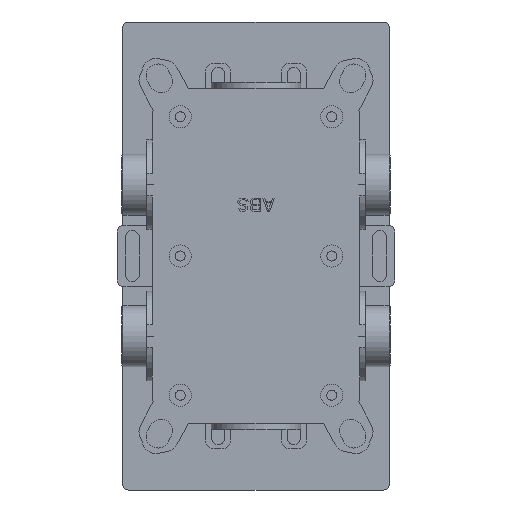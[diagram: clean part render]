
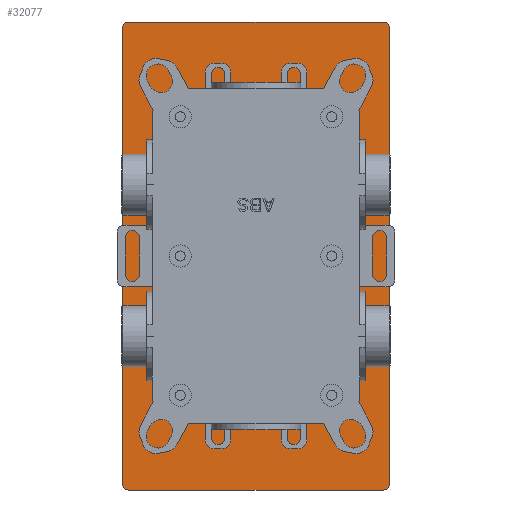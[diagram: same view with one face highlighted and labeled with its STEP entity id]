
A CAD part, front view. The second image highlights one B-rep face of the part: STEP entity #32077.
In plain terms, the highlighted planar face has unit normal (0, -1, 0).
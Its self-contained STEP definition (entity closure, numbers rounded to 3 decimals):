
#323=CARTESIAN_POINT('',(57.,90.,-102.));
#324=DIRECTION('',(0.,-1.,0.));
#325=DIRECTION('',(0.,0.,-1.));
#326=AXIS2_PLACEMENT_3D('',#323,#324,#325);
#328=DIRECTION('',(-1.,0.,0.));
#329=VECTOR('',#328,114.);
#330=CARTESIAN_POINT('',(57.,90.,-105.));
#331=LINE('',#330,#329);
#332=CARTESIAN_POINT('',(-57.,90.,-102.));
#333=DIRECTION('',(0.,-1.,0.));
#334=DIRECTION('',(-1.,0.,0.));
#335=AXIS2_PLACEMENT_3D('',#332,#333,#334);
#337=DIRECTION('',(0.,0.,1.));
#338=VECTOR('',#337,204.);
#339=CARTESIAN_POINT('',(-60.,90.,-102.));
#340=LINE('',#339,#338);
#341=CARTESIAN_POINT('',(-57.,90.,102.));
#342=DIRECTION('',(0.,-1.,0.));
#343=DIRECTION('',(0.,0.,1.));
#344=AXIS2_PLACEMENT_3D('',#341,#342,#343);
#346=DIRECTION('',(1.,0.,0.));
#347=VECTOR('',#346,114.);
#348=CARTESIAN_POINT('',(-57.,90.,105.));
#349=LINE('',#348,#347);
#350=CARTESIAN_POINT('',(57.,90.,102.));
#351=DIRECTION('',(0.,-1.,0.));
#352=DIRECTION('',(1.,0.,0.));
#353=AXIS2_PLACEMENT_3D('',#350,#351,#352);
#355=DIRECTION('',(0.,0.,-1.));
#356=VECTOR('',#355,204.);
#357=CARTESIAN_POINT('',(60.,90.,102.));
#358=LINE('',#357,#356);
#435=DIRECTION('',(1.,0.,0.));
#436=VECTOR('',#435,11.25);
#437=CARTESIAN_POINT('',(22.75,90.,-73.5));
#438=LINE('',#437,#436);
#447=DIRECTION('',(1.,0.,0.));
#448=VECTOR('',#447,11.25);
#449=CARTESIAN_POINT('',(-34.,90.,-73.5));
#450=LINE('',#449,#448);
#516=CARTESIAN_POINT('',(-34.,90.,-62.5));
#517=DIRECTION('',(0.,1.,0.));
#518=DIRECTION('',(0.,0.,-1.));
#519=AXIS2_PLACEMENT_3D('',#516,#517,#518);
#628=DIRECTION('',(0.,0.,-1.));
#629=VECTOR('',#628,48.75);
#630=CARTESIAN_POINT('',(-45.,90.,62.5));
#631=LINE('',#630,#629);
#640=DIRECTION('',(0.,0.,-1.));
#641=VECTOR('',#640,48.75);
#642=CARTESIAN_POINT('',(-45.,90.,-13.75));
#643=LINE('',#642,#641);
#705=CARTESIAN_POINT('',(34.,90.,-62.5));
#706=DIRECTION('',(0.,1.,0.));
#707=DIRECTION('',(1.,0.,0.));
#708=AXIS2_PLACEMENT_3D('',#705,#706,#707);
#768=DIRECTION('',(1.,0.,0.));
#769=VECTOR('',#768,0.5);
#770=CARTESIAN_POINT('',(44.5,90.,-13.75));
#771=LINE('',#770,#769);
#933=DIRECTION('',(0.,0.,1.));
#934=VECTOR('',#933,48.75);
#935=CARTESIAN_POINT('',(45.,90.,-62.5));
#936=LINE('',#935,#934);
#945=DIRECTION('',(0.,0.,1.));
#946=VECTOR('',#945,48.75);
#947=CARTESIAN_POINT('',(45.,90.,13.75));
#948=LINE('',#947,#946);
#958=DIRECTION('',(1.,0.,0.));
#959=VECTOR('',#958,0.5);
#960=CARTESIAN_POINT('',(44.5,90.,13.75));
#961=LINE('',#960,#959);
#1031=DIRECTION('',(0.,0.,1.));
#1032=VECTOR('',#1031,27.5);
#1033=CARTESIAN_POINT('',(44.5,90.,-13.75));
#1034=LINE('',#1033,#1032);
#2612=DIRECTION('',(-1.,0.,0.));
#2613=VECTOR('',#2612,45.5);
#2614=CARTESIAN_POINT('',(22.75,90.,74.));
#2615=LINE('',#2614,#2613);
#2778=DIRECTION('',(0.,0.,-1.));
#2779=VECTOR('',#2778,0.5);
#2780=CARTESIAN_POINT('',(-22.75,90.,74.));
#2781=LINE('',#2780,#2779);
#2894=DIRECTION('',(-1.,0.,0.));
#2895=VECTOR('',#2894,11.25);
#2896=CARTESIAN_POINT('',(-22.75,90.,73.5));
#2897=LINE('',#2896,#2895);
#2906=DIRECTION('',(-1.,0.,0.));
#2907=VECTOR('',#2906,11.25);
#2908=CARTESIAN_POINT('',(34.,90.,73.5));
#2909=LINE('',#2908,#2907);
#2975=CARTESIAN_POINT('',(34.,90.,62.5));
#2976=DIRECTION('',(0.,1.,0.));
#2977=DIRECTION('',(0.,0.,1.));
#2978=AXIS2_PLACEMENT_3D('',#2975,#2976,#2977);
#3055=CARTESIAN_POINT('',(-34.,90.,62.5));
#3056=DIRECTION('',(0.,1.,0.));
#3057=DIRECTION('',(-1.,0.,0.));
#3058=AXIS2_PLACEMENT_3D('',#3055,#3056,#3057);
#3065=DIRECTION('',(-1.,0.,0.));
#3066=VECTOR('',#3065,0.5);
#3067=CARTESIAN_POINT('',(-44.5,90.,13.75));
#3068=LINE('',#3067,#3066);
#3270=DIRECTION('',(-1.,0.,0.));
#3271=VECTOR('',#3270,0.5);
#3272=CARTESIAN_POINT('',(-44.5,90.,-13.75));
#3273=LINE('',#3272,#3271);
#3343=DIRECTION('',(0.,0.,-1.));
#3344=VECTOR('',#3343,27.5);
#3345=CARTESIAN_POINT('',(-44.5,90.,13.75));
#3346=LINE('',#3345,#3344);
#3957=DIRECTION('',(0.,0.,-1.));
#3958=VECTOR('',#3957,0.5);
#3959=CARTESIAN_POINT('',(22.75,90.,74.));
#3960=LINE('',#3959,#3958);
#4021=DIRECTION('',(0.,0.,1.));
#4022=VECTOR('',#4021,0.5);
#4023=CARTESIAN_POINT('',(22.75,90.,-74.));
#4024=LINE('',#4023,#4022);
#4085=DIRECTION('',(1.,0.,0.));
#4086=VECTOR('',#4085,45.5);
#4087=CARTESIAN_POINT('',(-22.75,90.,-74.));
#4088=LINE('',#4087,#4086);
#15199=DIRECTION('',(0.,0.,1.));
#15200=VECTOR('',#15199,0.5);
#15201=CARTESIAN_POINT('',(-22.75,90.,-74.));
#15202=LINE('',#15201,#15200);
#28469=CARTESIAN_POINT('',(-34.,90.,-73.5));
#28470=CARTESIAN_POINT('',(-22.75,90.,-73.5));
#28471=VERTEX_POINT('',#28469);
#28472=VERTEX_POINT('',#28470);
#28473=CARTESIAN_POINT('',(22.75,90.,-73.5));
#28474=CARTESIAN_POINT('',(34.,90.,-73.5));
#28475=VERTEX_POINT('',#28473);
#28476=VERTEX_POINT('',#28474);
#28477=CARTESIAN_POINT('',(45.,90.,-62.5));
#28478=VERTEX_POINT('',#28477);
#28479=CARTESIAN_POINT('',(45.,90.,-13.75));
#28480=VERTEX_POINT('',#28479);
#28481=CARTESIAN_POINT('',(45.,90.,13.75));
#28482=CARTESIAN_POINT('',(45.,90.,62.5));
#28483=VERTEX_POINT('',#28481);
#28484=VERTEX_POINT('',#28482);
#28485=CARTESIAN_POINT('',(34.,90.,73.5));
#28486=VERTEX_POINT('',#28485);
#28487=CARTESIAN_POINT('',(22.75,90.,73.5));
#28488=VERTEX_POINT('',#28487);
#28489=CARTESIAN_POINT('',(-22.75,90.,73.5));
#28490=CARTESIAN_POINT('',(-34.,90.,73.5));
#28491=VERTEX_POINT('',#28489);
#28492=VERTEX_POINT('',#28490);
#28493=CARTESIAN_POINT('',(-45.,90.,62.5));
#28494=VERTEX_POINT('',#28493);
#28495=CARTESIAN_POINT('',(-45.,90.,13.75));
#28496=VERTEX_POINT('',#28495);
#28497=CARTESIAN_POINT('',(-45.,90.,-13.75));
#28498=CARTESIAN_POINT('',(-45.,90.,-62.5));
#28499=VERTEX_POINT('',#28497);
#28500=VERTEX_POINT('',#28498);
#28501=CARTESIAN_POINT('',(44.5,90.,-13.75));
#28502=VERTEX_POINT('',#28501);
#28503=CARTESIAN_POINT('',(44.5,90.,13.75));
#28504=VERTEX_POINT('',#28503);
#28505=CARTESIAN_POINT('',(-44.5,90.,-13.75));
#28506=VERTEX_POINT('',#28505);
#28507=CARTESIAN_POINT('',(-44.5,90.,13.75));
#28508=VERTEX_POINT('',#28507);
#28509=CARTESIAN_POINT('',(-22.75,90.,74.));
#28510=VERTEX_POINT('',#28509);
#28511=CARTESIAN_POINT('',(22.75,90.,74.));
#28512=VERTEX_POINT('',#28511);
#28513=CARTESIAN_POINT('',(22.75,90.,-74.));
#28514=VERTEX_POINT('',#28513);
#28515=CARTESIAN_POINT('',(-22.75,90.,-74.));
#28516=VERTEX_POINT('',#28515);
#31614=CARTESIAN_POINT('',(57.,90.,-105.));
#31615=CARTESIAN_POINT('',(60.,90.,-102.));
#31616=VERTEX_POINT('',#31614);
#31617=VERTEX_POINT('',#31615);
#31622=CARTESIAN_POINT('',(60.,90.,102.));
#31623=CARTESIAN_POINT('',(57.,90.,105.));
#31624=VERTEX_POINT('',#31622);
#31625=VERTEX_POINT('',#31623);
#31630=CARTESIAN_POINT('',(-57.,90.,105.));
#31631=CARTESIAN_POINT('',(-60.,90.,102.));
#31632=VERTEX_POINT('',#31630);
#31633=VERTEX_POINT('',#31631);
#31638=CARTESIAN_POINT('',(-60.,90.,-102.));
#31639=CARTESIAN_POINT('',(-57.,90.,-105.));
#31640=VERTEX_POINT('',#31638);
#31641=VERTEX_POINT('',#31639);
#32004=CARTESIAN_POINT('',(0.,90.,0.));
#32005=DIRECTION('',(0.,1.,0.));
#32006=DIRECTION('',(1.,0.,0.));
#32007=AXIS2_PLACEMENT_3D('',#32004,#32005,#32006);
#32008=PLANE('',#32007);
#32010=ORIENTED_EDGE('',*,*,#32009,.F.);
#32012=ORIENTED_EDGE('',*,*,#32011,.T.);
#32014=ORIENTED_EDGE('',*,*,#32013,.F.);
#32016=ORIENTED_EDGE('',*,*,#32015,.T.);
#32018=ORIENTED_EDGE('',*,*,#32017,.F.);
#32020=ORIENTED_EDGE('',*,*,#32019,.T.);
#32022=ORIENTED_EDGE('',*,*,#32021,.F.);
#32024=ORIENTED_EDGE('',*,*,#32023,.T.);
#32025=EDGE_LOOP('',(#32010,#32012,#32014,#32016,#32018,#32020,#32022,#32024));
#32026=FACE_OUTER_BOUND('',#32025,.F.);
#32028=ORIENTED_EDGE('',*,*,#32027,.T.);
#32030=ORIENTED_EDGE('',*,*,#32029,.F.);
#32032=ORIENTED_EDGE('',*,*,#32031,.T.);
#32034=ORIENTED_EDGE('',*,*,#32033,.T.);
#32036=ORIENTED_EDGE('',*,*,#32035,.T.);
#32038=ORIENTED_EDGE('',*,*,#32037,.F.);
#32040=ORIENTED_EDGE('',*,*,#32039,.T.);
#32042=ORIENTED_EDGE('',*,*,#32041,.F.);
#32044=ORIENTED_EDGE('',*,*,#32043,.T.);
#32046=ORIENTED_EDGE('',*,*,#32045,.T.);
#32048=ORIENTED_EDGE('',*,*,#32047,.T.);
#32050=ORIENTED_EDGE('',*,*,#32049,.F.);
#32052=ORIENTED_EDGE('',*,*,#32051,.T.);
#32054=ORIENTED_EDGE('',*,*,#32053,.F.);
#32056=ORIENTED_EDGE('',*,*,#32055,.T.);
#32058=ORIENTED_EDGE('',*,*,#32057,.T.);
#32060=ORIENTED_EDGE('',*,*,#32059,.T.);
#32062=ORIENTED_EDGE('',*,*,#32061,.F.);
#32064=ORIENTED_EDGE('',*,*,#32063,.T.);
#32066=ORIENTED_EDGE('',*,*,#32065,.F.);
#32068=ORIENTED_EDGE('',*,*,#32067,.T.);
#32070=ORIENTED_EDGE('',*,*,#32069,.T.);
#32072=ORIENTED_EDGE('',*,*,#32071,.T.);
#32074=ORIENTED_EDGE('',*,*,#32073,.F.);
#32075=EDGE_LOOP('',(#32028,#32030,#32032,#32034,#32036,#32038,#32040,#32042,
#32044,#32046,#32048,#32050,#32052,#32054,#32056,#32058,#32060,#32062,#32064,
#32066,#32068,#32070,#32072,#32074));
#32076=FACE_BOUND('',#32075,.F.);
#32077=ADVANCED_FACE('',(#32026,#32076),#32008,.F.);
#327=CIRCLE('',#326,3.);
#336=CIRCLE('',#335,3.);
#345=CIRCLE('',#344,3.);
#354=CIRCLE('',#353,3.);
#520=CIRCLE('',#519,11.);
#709=CIRCLE('',#708,11.);
#2979=CIRCLE('',#2978,11.);
#3059=CIRCLE('',#3058,11.);
#32009=EDGE_CURVE('',#31616,#31617,#327,.T.);
#32011=EDGE_CURVE('',#31616,#31641,#331,.T.);
#32013=EDGE_CURVE('',#31640,#31641,#336,.T.);
#32015=EDGE_CURVE('',#31640,#31633,#340,.T.);
#32017=EDGE_CURVE('',#31632,#31633,#345,.T.);
#32019=EDGE_CURVE('',#31632,#31625,#349,.T.);
#32021=EDGE_CURVE('',#31624,#31625,#354,.T.);
#32023=EDGE_CURVE('',#31624,#31617,#358,.T.);
#32027=EDGE_CURVE('',#28471,#28472,#450,.T.);
#32029=EDGE_CURVE('',#28516,#28472,#15202,.T.);
#32031=EDGE_CURVE('',#28516,#28514,#4088,.T.);
#32033=EDGE_CURVE('',#28514,#28475,#4024,.T.);
#32035=EDGE_CURVE('',#28475,#28476,#438,.T.);
#32037=EDGE_CURVE('',#28478,#28476,#709,.T.);
#32039=EDGE_CURVE('',#28478,#28480,#936,.T.);
#32041=EDGE_CURVE('',#28502,#28480,#771,.T.);
#32043=EDGE_CURVE('',#28502,#28504,#1034,.T.);
#32045=EDGE_CURVE('',#28504,#28483,#961,.T.);
#32047=EDGE_CURVE('',#28483,#28484,#948,.T.);
#32049=EDGE_CURVE('',#28486,#28484,#2979,.T.);
#32051=EDGE_CURVE('',#28486,#28488,#2909,.T.);
#32053=EDGE_CURVE('',#28512,#28488,#3960,.T.);
#32055=EDGE_CURVE('',#28512,#28510,#2615,.T.);
#32057=EDGE_CURVE('',#28510,#28491,#2781,.T.);
#32059=EDGE_CURVE('',#28491,#28492,#2897,.T.);
#32061=EDGE_CURVE('',#28494,#28492,#3059,.T.);
#32063=EDGE_CURVE('',#28494,#28496,#631,.T.);
#32065=EDGE_CURVE('',#28508,#28496,#3068,.T.);
#32067=EDGE_CURVE('',#28508,#28506,#3346,.T.);
#32069=EDGE_CURVE('',#28506,#28499,#3273,.T.);
#32071=EDGE_CURVE('',#28499,#28500,#643,.T.);
#32073=EDGE_CURVE('',#28471,#28500,#520,.T.);
